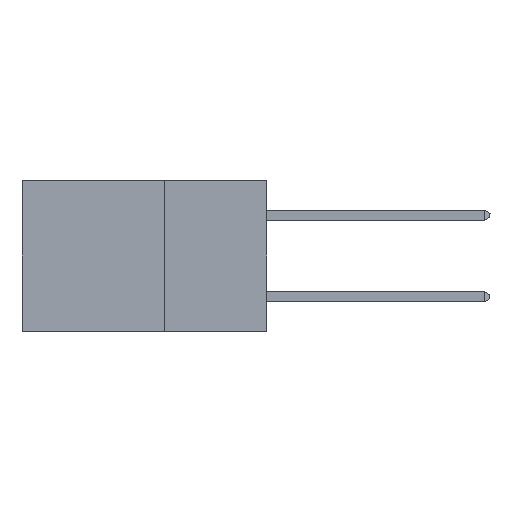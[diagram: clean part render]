
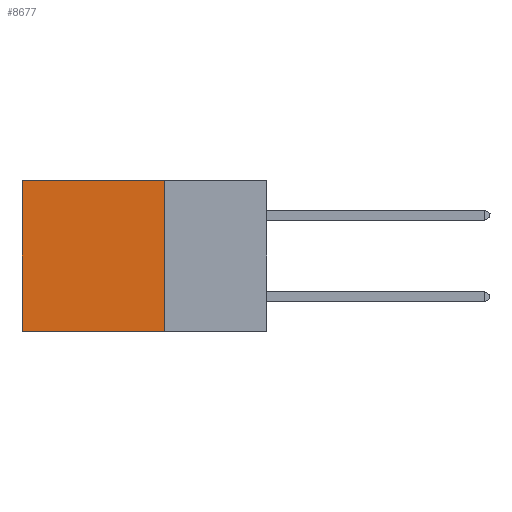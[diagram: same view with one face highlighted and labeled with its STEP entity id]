
A CAD part, left-side view. The second image highlights one B-rep face of the part: STEP entity #8677.
In plain terms, the highlighted planar face has unit normal (-1, 0, 0).
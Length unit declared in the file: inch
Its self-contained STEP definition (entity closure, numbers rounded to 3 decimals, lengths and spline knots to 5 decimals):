
#260 = EDGE_CURVE ( 'NONE', #14642, #11077, #7225, .T. ) ;
#1874 = CARTESIAN_POINT ( 'NONE',  ( 0.2875, 0.25, -0.37 ) ) ;
#2237 = LINE ( 'NONE', #12699, #13212 ) ;
#2658 = CARTESIAN_POINT ( 'NONE',  ( 0.2875, 0.6, 0. ) ) ;
#3376 = CARTESIAN_POINT ( 'NONE',  ( 0.2875, 0.25, 0. ) ) ;
#4095 = DIRECTION ( 'NONE',  ( 0., 0., -1. ) ) ;
#4332 = ORIENTED_EDGE ( 'NONE', *, *, #7440, .T. ) ;
#4745 = EDGE_CURVE ( 'NONE', #8823, #11077, #2237, .T. ) ;
#5114 = PLANE ( 'NONE',  #7486 ) ;
#7225 = LINE ( 'NONE', #1874, #22636 ) ;
#7440 = EDGE_CURVE ( 'NONE', #8436, #8823, #21862, .T. ) ;
#7486 = AXIS2_PLACEMENT_3D ( 'NONE', #3376, #10920, #12654 ) ;
#8137 = CARTESIAN_POINT ( 'NONE',  ( 0.2875, 0.25, -0.37 ) ) ;
#8436 = VERTEX_POINT ( 'NONE', #9806 ) ;
#8677 = ADVANCED_FACE ( 'NONE', ( #21089 ), #5114, .F. ) ;
#8823 = VERTEX_POINT ( 'NONE', #2658 ) ;
#8850 = ORIENTED_EDGE ( 'NONE', *, *, #4745, .T. ) ;
#8992 = VECTOR ( 'NONE', #11002, 39.37008 ) ;
#9806 = CARTESIAN_POINT ( 'NONE',  ( 0.2875, 0.25, 0. ) ) ;
#9914 = EDGE_LOOP ( 'NONE', ( #8850, #19299, #10434, #4332 ) ) ;
#10434 = ORIENTED_EDGE ( 'NONE', *, *, #12897, .F. ) ;
#10920 = DIRECTION ( 'NONE',  ( 1., 0., 0. ) ) ;
#11002 = DIRECTION ( 'NONE',  ( 0., 1., 0. ) ) ;
#11077 = VERTEX_POINT ( 'NONE', #18220 ) ;
#12654 = DIRECTION ( 'NONE',  ( 0., 0., -1. ) ) ;
#12699 = CARTESIAN_POINT ( 'NONE',  ( 0.2875, 0.6, 0. ) ) ;
#12897 = EDGE_CURVE ( 'NONE', #8436, #14642, #22919, .T. ) ;
#13212 = VECTOR ( 'NONE', #4095, 39.37008 ) ;
#14642 = VERTEX_POINT ( 'NONE', #8137 ) ;
#14823 = VECTOR ( 'NONE', #21155, 39.37008 ) ;
#17781 = CARTESIAN_POINT ( 'NONE',  ( 0.2875, 0.25, 0. ) ) ;
#18220 = CARTESIAN_POINT ( 'NONE',  ( 0.2875, 0.6, -0.37 ) ) ;
#19299 = ORIENTED_EDGE ( 'NONE', *, *, #260, .F. ) ;
#19883 = CARTESIAN_POINT ( 'NONE',  ( 0.2875, 0.25, 0. ) ) ;
#20171 = DIRECTION ( 'NONE',  ( 0., 1., 0. ) ) ;
#21089 = FACE_OUTER_BOUND ( 'NONE', #9914, .T. ) ;
#21155 = DIRECTION ( 'NONE',  ( 0., 0., -1. ) ) ;
#21862 = LINE ( 'NONE', #19883, #8992 ) ;
#22636 = VECTOR ( 'NONE', #20171, 39.37008 ) ;
#22919 = LINE ( 'NONE', #17781, #14823 ) ;
